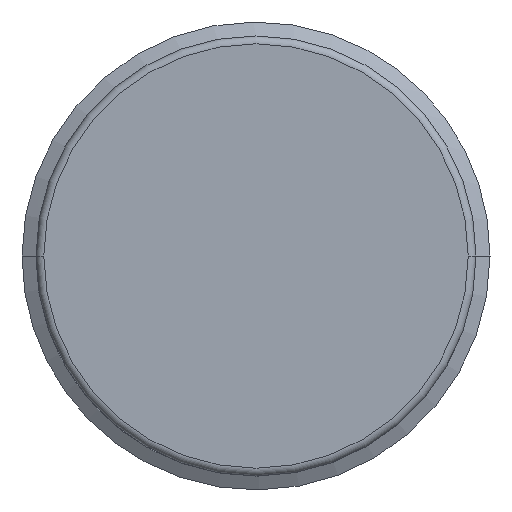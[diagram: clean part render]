
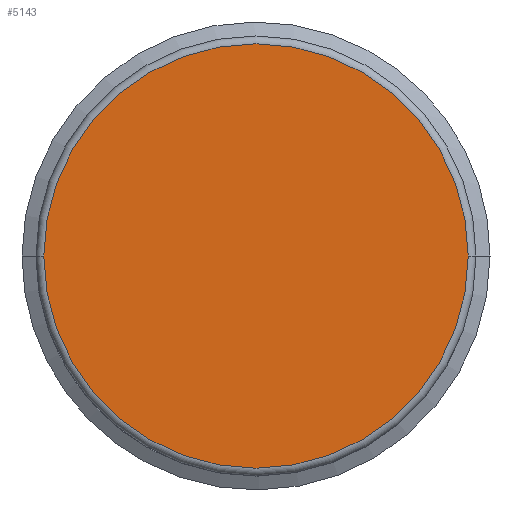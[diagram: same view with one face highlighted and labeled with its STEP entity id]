
A CAD part, left-side view. The second image highlights one B-rep face of the part: STEP entity #5143.
In plain terms, the highlighted planar face has unit normal (-1, 0, 0).
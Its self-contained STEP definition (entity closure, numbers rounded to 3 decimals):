
#1125=CARTESIAN_POINT('',(-12.55,0.,0.75));
#1126=DIRECTION('',(-1.,0.,0.));
#1127=DIRECTION('',(0.,-1.,0.));
#1128=AXIS2_PLACEMENT_3D('',#1125,#1126,#1127);
#1130=CARTESIAN_POINT('',(-12.55,0.,0.75));
#1131=DIRECTION('',(-1.,0.,0.));
#1132=DIRECTION('',(0.,1.,0.));
#1133=AXIS2_PLACEMENT_3D('',#1130,#1131,#1132);
#1847=CARTESIAN_POINT('',(-12.55,-13.535,0.75));
#1849=VERTEX_POINT('',#1847);
#1851=CARTESIAN_POINT('',(-12.55,13.535,0.75));
#1852=VERTEX_POINT('',#1851);
#5134=CARTESIAN_POINT('',(-12.55,7.018,0.75));
#5135=DIRECTION('',(1.,0.,0.));
#5136=DIRECTION('',(0.,1.,0.));
#5137=AXIS2_PLACEMENT_3D('',#5134,#5135,#5136);
#5138=PLANE('',#5137);
#5139=ORIENTED_EDGE('',*,*,#5114,.F.);
#5140=ORIENTED_EDGE('',*,*,#5129,.F.);
#5141=EDGE_LOOP('',(#5139,#5140));
#5142=FACE_OUTER_BOUND('',#5141,.F.);
#1129=CIRCLE('',#1128,13.535);
#1134=CIRCLE('',#1133,13.535);
#5114=EDGE_CURVE('',#1849,#1852,#1129,.T.);
#5129=EDGE_CURVE('',#1852,#1849,#1134,.T.);
#5143=ADVANCED_FACE('',(#5142),#5138,.F.);
